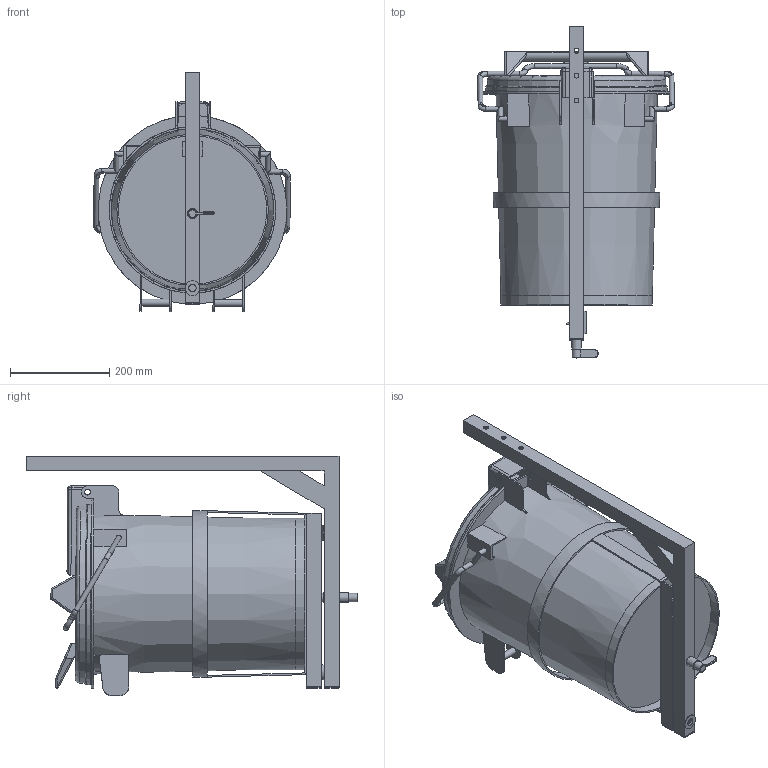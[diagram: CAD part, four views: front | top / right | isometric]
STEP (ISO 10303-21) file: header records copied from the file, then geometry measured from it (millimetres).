
FILE_DESCRIPTION((''),'2;1');
FILE_NAME('400 084 mit Tonne.stp','2014-06-24T09:59:22',('hasch1kl'),(''),'Autodesk Inventor 2011','Autodesk Inventor 2011','');
FILE_SCHEMA(('AUTOMOTIVE_DESIGN { 1 0 10303 214 1 1 1 1 }'));
Length unit declared in the file: millimetre
Products named in the file (12): 400 084 mit Tonne; 400 084; SL 460x630; SQR 30x30x350; Deckel 30x30; Riegel; Halter; Haltewinkel; 400 044; Tonne 35 l; Deckel; Bügel
Assembly tree (12 placements, depth 3):
  400 084 mit Tonne
    400 084
      SL 460x630
      SQR 30x30x350
      Deckel 30x30  x2
      Riegel
      Halter
      Haltewinkel
    400 044
      Tonne 35 l
      Deckel
      Bügel
Bounding box: 395.52 x 668 x 483.16 mm (x, y, z)
Volume: 3550250.4 mm3; surface area: 1990224.5 mm2
Topology: 10 solids, 11 shells, 400 faces, 1075 edges, 746 vertices
Faces by surface type: plane 221, cylinder 140, torus 29, bspline 4, cone 3, sphere 3
Full cylindrical faces by diameter (mm): 2 x3, 3 x1, 10 x19, 12 x4, 14 x2, 15 x3, 17 x2, 20 x4, 30 x2, 299 x1, 305 x1, 318.852 x1, 324.852 x1, 327.998 x1, 335 x1, 340 x1, 359 x1, 380 x1
Entity records: 11867 total; most frequent: CARTESIAN_POINT 2290, DIRECTION 1958, ORIENTED_EDGE 1740, EDGE_CURVE 870, AXIS2_PLACEMENT_3D 713, VERTEX_POINT 585, VECTOR 532, LINE 532
